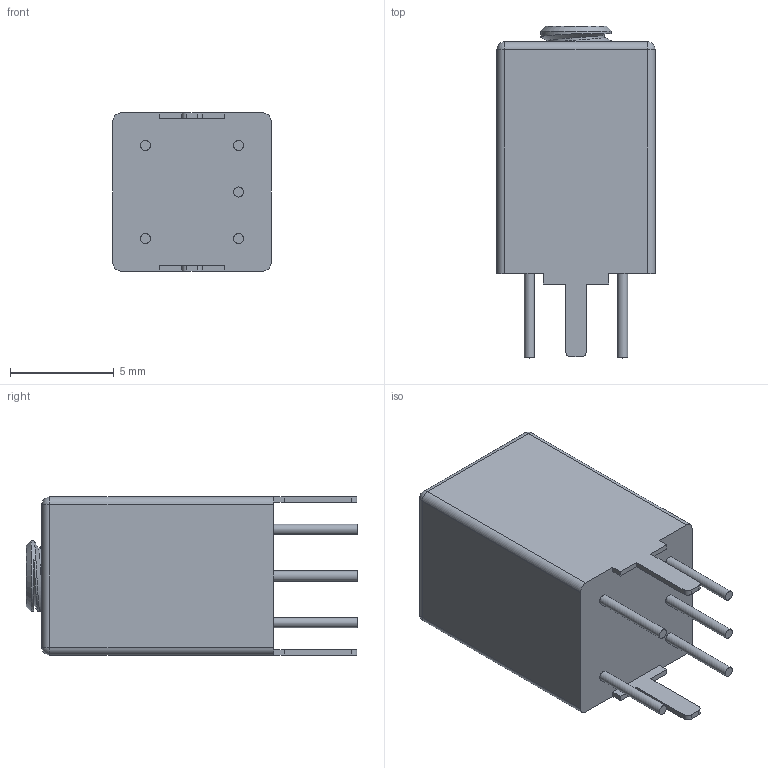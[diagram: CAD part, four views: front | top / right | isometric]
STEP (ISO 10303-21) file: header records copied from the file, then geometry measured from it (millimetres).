
FILE_DESCRIPTION(/* description */ (''),/* implementation_level */ '2;1');
FILE_NAME(/* name */ 'Coilcraft Slot-7 Inductor.step',/* time_stamp */ '2021-04-13T19:21:38-04:00',/* author */ (''),/* organization */ (''),/* preprocessor_version */ 'ST-DEVELOPER v18.1',/* originating_system */ 'Autodesk Translation Framework v9.10.0.1330',/* authorisation */ '');
FILE_SCHEMA (('AUTOMOTIVE_DESIGN { 1 0 10303 214 3 1 1 }'));
Length unit declared in the file: inch
Products named in the file (1): Coilcraft Slot-7 Inductor
Bounding box: 7.62 x 16 x 7.62 mm (x, y, z)
Volume: 656 mm3; surface area: 612.3 mm2
Topology: 4 solids, 4 shells, 79 faces, 179 edges, 115 vertices
Faces by surface type: plane 42, cylinder 28, sphere 4, torus 2, bspline 2, cone 1
Full cylindrical faces by diameter (mm): 0.483 x5, 2.748 x1, 3.302 x1, 3.416 x2, 4.445 x1, 4.55 x1, 5.08 x2
Entity records: 2658 total; most frequent: CARTESIAN_POINT 803, DIRECTION 376, ORIENTED_EDGE 358, EDGE_CURVE 179, AXIS2_PLACEMENT_3D 135, VERTEX_POINT 115, LINE 106, VECTOR 106
